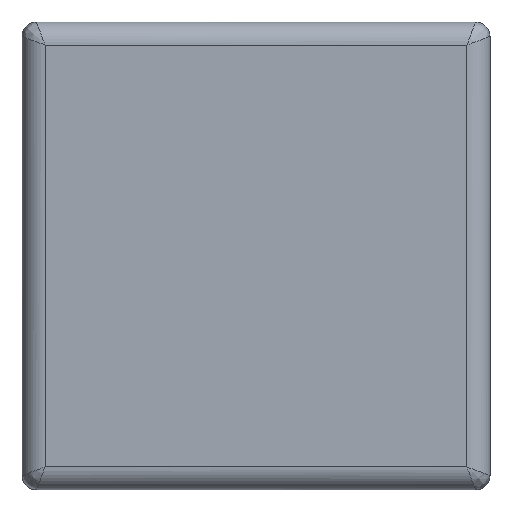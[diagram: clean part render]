
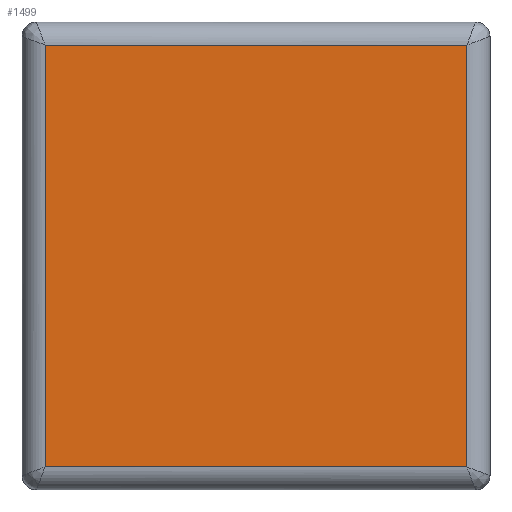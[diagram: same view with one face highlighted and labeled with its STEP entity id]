
A CAD part, left-side view. The second image highlights one B-rep face of the part: STEP entity #1499.
In plain terms, the highlighted planar face has unit normal (-1, 0, 0).
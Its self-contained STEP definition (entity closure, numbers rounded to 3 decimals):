
#4=VECTOR ( 'NONE', #1467, 1000. );
#60=DIRECTION ( 'NONE',  ( 1., 0., 0. ) );
#66=CARTESIAN_POINT ( 'NONE',  ( -1.6, 0.73, 1.54 ) );
#91=DIRECTION ( 'NONE',  ( 0., 0., -1. ) );
#293=CARTESIAN_POINT ( 'NONE',  ( -1.6, -0.73, 0.08 ) );
#299=FACE_OUTER_BOUND ( 'NONE', #1669, .T. );
#300=VECTOR ( 'NONE', #420, 1000. );
#313=ORIENTED_EDGE ( 'NONE', *, *, #584, .T. );
#420=DIRECTION ( 'NONE',  ( 0., 0., 1. ) );
#481=VERTEX_POINT ( 'NONE', #66 );
#571=CARTESIAN_POINT ( 'NONE',  ( -1.6, -0.81, 1.54 ) );
#584=EDGE_CURVE ( 'NONE', #1673, #481, #1171, .T. );
#598=CARTESIAN_POINT ( 'NONE',  ( -1.6, -0.81, 1.62 ) );
#617=DIRECTION ( 'NONE',  ( 0., -1., 0. ) );
#629=ORIENTED_EDGE ( 'NONE', *, *, #1129, .T. );
#711=ORIENTED_EDGE ( 'NONE', *, *, #967, .T. );
#730=CARTESIAN_POINT ( 'NONE',  ( -1.6, 0., 0.08 ) );
#747=PLANE ( 'NONE',  #1392 );
#748=CARTESIAN_POINT ( 'NONE',  ( -1.6, -0.73, 1.54 ) );
#831=EDGE_CURVE ( 'NONE', #1073, #1673, #1088, .T. );
#846=LINE ( 'NONE', #863, #1139 );
#857=DIRECTION ( 'NONE',  ( 0., 0., -1. ) );
#863=CARTESIAN_POINT ( 'NONE',  ( -1.6, 0.73, 1.62 ) );
#891=VERTEX_POINT ( 'NONE', #1196 );
#930=LINE ( 'NONE', #730, #975 );
#967=EDGE_CURVE ( 'NONE', #481, #891, #846, .T. );
#975=VECTOR ( 'NONE', #617, 1000. );
#1073=VERTEX_POINT ( 'NONE', #293 );
#1088=LINE ( 'NONE', #1336, #300 );
#1129=EDGE_CURVE ( 'NONE', #891, #1073, #930, .T. );
#1139=VECTOR ( 'NONE', #857, 1000. );
#1171=LINE ( 'NONE', #571, #4 );
#1196=CARTESIAN_POINT ( 'NONE',  ( -1.6, 0.73, 0.08 ) );
#1336=CARTESIAN_POINT ( 'NONE',  ( -1.6, -0.73, 1.62 ) );
#1357=ORIENTED_EDGE ( 'NONE', *, *, #831, .T. );
#1392=AXIS2_PLACEMENT_3D ( 'NONE', #598, #60, #91 );
#1467=DIRECTION ( 'NONE',  ( 0., 1., 0. ) );
#1499=ADVANCED_FACE ( 'NONE', ( #299 ), #747, .F. );
#1669=EDGE_LOOP ( 'NONE', ( #711, #629, #1357, #313 ) );
#1673=VERTEX_POINT ( 'NONE', #748 );
